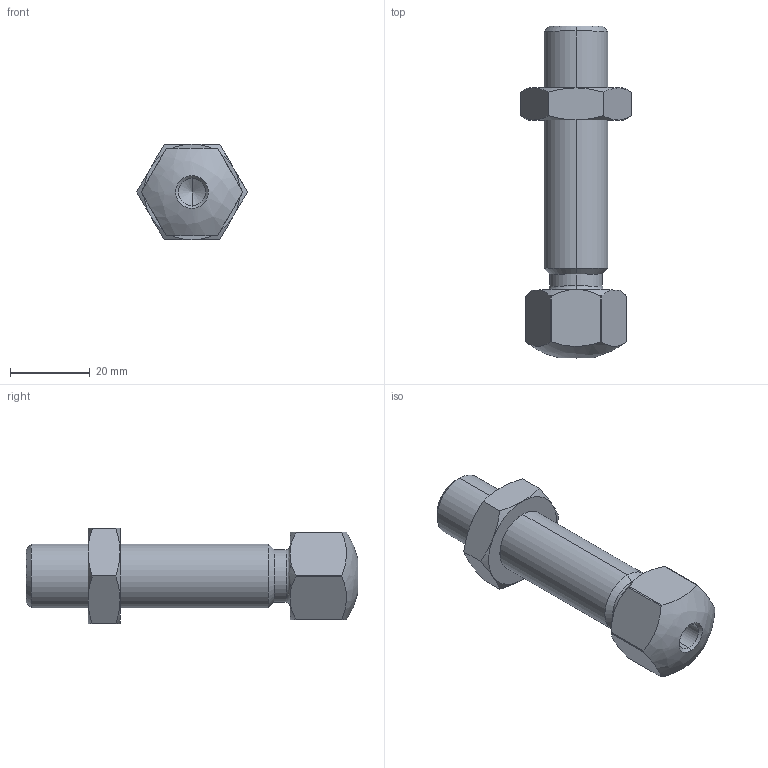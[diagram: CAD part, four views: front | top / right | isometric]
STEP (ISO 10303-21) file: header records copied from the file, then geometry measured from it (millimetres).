
FILE_DESCRIPTION (( 'STEP AP214' ), '1' );
FILE_NAME ('203600654.STEP', '2014-02-17T15:41:27', ( '' ), ( '' ), 'SwSTEP 2.0', 'SolidWorks 2014', '' );
FILE_SCHEMA (( 'AUTOMOTIVE_DESIGN' ));
Length unit declared in the file: millimetre
Products named in the file (1): 203600654
Bounding box: 27.71 x 82.98 x 24 mm (x, y, z)
Volume: 21683.9 mm3; surface area: 7081.8 mm2
Topology: 2 solids, 2 shells, 70 faces, 161 edges, 95 vertices
Faces by surface type: cone 35, cylinder 16, plane 16, bspline 3
Entity records: 3141 total; most frequent: CARTESIAN_POINT 806, ORIENTED_EDGE 318, DIRECTION 315, EDGE_CURVE 159, AXIS2_PLACEMENT_3D 132, VERTEX_POINT 95, UNCERTAINTY_MEASURE_WITH_UNIT 74, EDGE_LOOP 74
